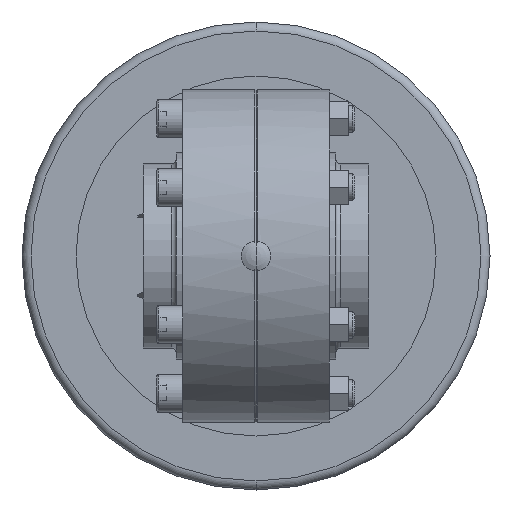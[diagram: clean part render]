
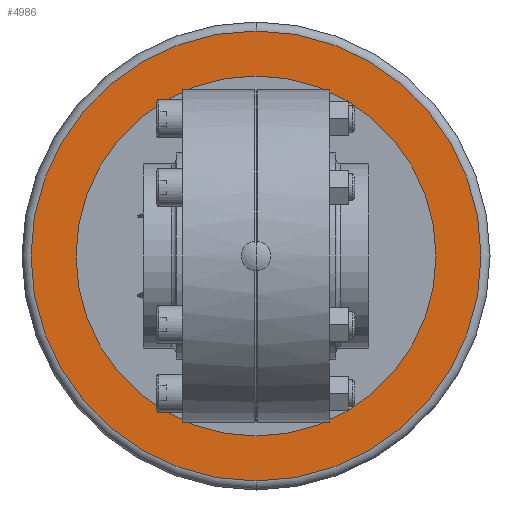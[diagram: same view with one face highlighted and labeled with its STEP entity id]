
A CAD part, front view. The second image highlights one B-rep face of the part: STEP entity #4986.
In plain terms, the highlighted planar face has unit normal (0, -1, 0).
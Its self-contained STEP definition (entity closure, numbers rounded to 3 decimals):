
#153 = DIRECTION ( 'NONE',  ( 0., -1., 0. ) ) ;
#278 = CIRCLE ( 'NONE', #5135, 40. ) ;
#1108 = AXIS2_PLACEMENT_3D ( 'NONE', #4729, #153, #9134 ) ;
#1163 = CARTESIAN_POINT ( 'NONE',  ( 0., 61.85, -40. ) ) ;
#1264 = DIRECTION ( 'NONE',  ( 0., -1., 0. ) ) ;
#1462 = VERTEX_POINT ( 'NONE', #3327 ) ;
#1548 = DIRECTION ( 'NONE',  ( 0., -1., 0. ) ) ;
#1595 = ORIENTED_EDGE ( 'NONE', *, *, #7359, .F. ) ;
#1842 = PLANE ( 'NONE',  #10652 ) ;
#2068 = AXIS2_PLACEMENT_3D ( 'NONE', #11517, #1548, #4411 ) ;
#2623 = CARTESIAN_POINT ( 'NONE',  ( 0., 61.85, -50. ) ) ;
#3022 = EDGE_CURVE ( 'NONE', #8438, #6584, #9115, .T. ) ;
#3327 = CARTESIAN_POINT ( 'NONE',  ( 0., 61.85, 40. ) ) ;
#3652 = VERTEX_POINT ( 'NONE', #1163 ) ;
#4058 = AXIS2_PLACEMENT_3D ( 'NONE', #4281, #1264, #4834 ) ;
#4281 = CARTESIAN_POINT ( 'NONE',  ( 0., 61.85, 0. ) ) ;
#4411 = DIRECTION ( 'NONE',  ( 0., 0., -1. ) ) ;
#4729 = CARTESIAN_POINT ( 'NONE',  ( 0., 61.85, 0. ) ) ;
#4834 = DIRECTION ( 'NONE',  ( 0., 0., 1. ) ) ;
#4964 = FACE_BOUND ( 'NONE', #6393, .T. ) ;
#4986 = ADVANCED_FACE ( 'NONE', ( #9444, #4964 ), #1842, .F. ) ;
#5135 = AXIS2_PLACEMENT_3D ( 'NONE', #9083, #6557, #7494 ) ;
#5182 = EDGE_CURVE ( 'NONE', #6584, #8438, #8219, .T. ) ;
#6393 = EDGE_LOOP ( 'NONE', ( #1595, #7392 ) ) ;
#6557 = DIRECTION ( 'NONE',  ( 0., -1., 0. ) ) ;
#6584 = VERTEX_POINT ( 'NONE', #2623 ) ;
#6694 = EDGE_CURVE ( 'NONE', #1462, #3652, #278, .T. ) ;
#7129 = DIRECTION ( 'NONE',  ( 0., 0., 1. ) ) ;
#7344 = EDGE_LOOP ( 'NONE', ( #9049, #11553 ) ) ;
#7359 = EDGE_CURVE ( 'NONE', #3652, #1462, #8626, .T. ) ;
#7392 = ORIENTED_EDGE ( 'NONE', *, *, #6694, .F. ) ;
#7494 = DIRECTION ( 'NONE',  ( 0., 0., -1. ) ) ;
#8062 = DIRECTION ( 'NONE',  ( 0., 1., 0. ) ) ;
#8219 = CIRCLE ( 'NONE', #1108, 50. ) ;
#8438 = VERTEX_POINT ( 'NONE', #9544 ) ;
#8626 = CIRCLE ( 'NONE', #2068, 40. ) ;
#9008 = CARTESIAN_POINT ( 'NONE',  ( 0., 61.85, 0. ) ) ;
#9049 = ORIENTED_EDGE ( 'NONE', *, *, #3022, .T. ) ;
#9083 = CARTESIAN_POINT ( 'NONE',  ( 0., 61.85, 0. ) ) ;
#9115 = CIRCLE ( 'NONE', #4058, 50. ) ;
#9134 = DIRECTION ( 'NONE',  ( 0., 0., 1. ) ) ;
#9444 = FACE_OUTER_BOUND ( 'NONE', #7344, .T. ) ;
#9544 = CARTESIAN_POINT ( 'NONE',  ( 0., 61.85, 50. ) ) ;
#10652 = AXIS2_PLACEMENT_3D ( 'NONE', #9008, #8062, #7129 ) ;
#11517 = CARTESIAN_POINT ( 'NONE',  ( 0., 61.85, 0. ) ) ;
#11553 = ORIENTED_EDGE ( 'NONE', *, *, #5182, .T. ) ;
